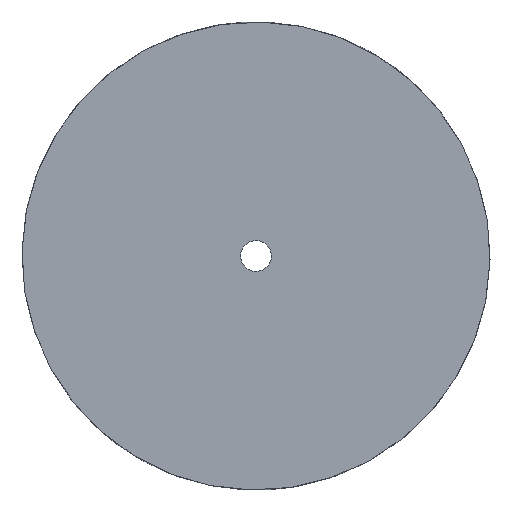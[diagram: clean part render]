
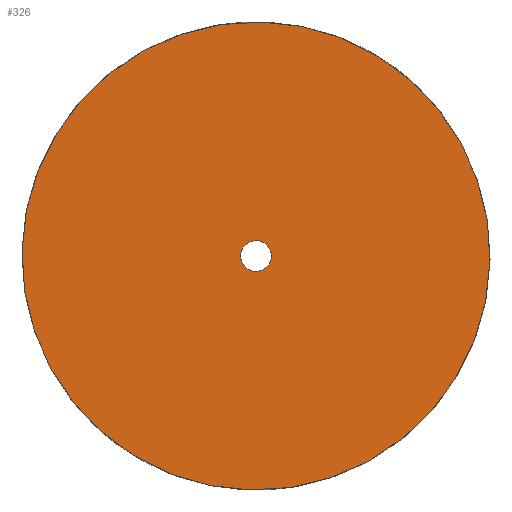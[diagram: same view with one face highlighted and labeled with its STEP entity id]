
A CAD part, front view. The second image highlights one B-rep face of the part: STEP entity #326.
In plain terms, the highlighted planar face has unit normal (0, -1, 0).
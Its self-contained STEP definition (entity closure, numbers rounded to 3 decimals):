
#265=CARTESIAN_POINT('Vertex',(1.843,0.,1.007)) ;
#268=CARTESIAN_POINT('Axis2P3D Location',(0.,0.,0.)) ;
#272=CARTESIAN_POINT('Vertex',(-1.843,0.,-1.007)) ;
#287=CARTESIAN_POINT('Axis2P3D Location',(0.,0.,0.)) ;
#299=CARTESIAN_POINT('Axis2P3D Location',(2.1,0.,0.)) ;
#304=CARTESIAN_POINT('Axis2P3D Location',(0.,0.,0.)) ;
#308=CARTESIAN_POINT('Vertex',(-28.083,0.,-15.342)) ;
#310=CARTESIAN_POINT('Vertex',(28.083,0.,15.342)) ;
#313=CARTESIAN_POINT('Axis2P3D Location',(0.,0.,0.)) ;
#269=DIRECTION('Axis2P3D Direction',(0.,-1.,0.)) ;
#288=DIRECTION('Axis2P3D Direction',(0.,-1.,0.)) ;
#300=DIRECTION('Axis2P3D Direction',(0.,-1.,0.)) ;
#301=DIRECTION('Axis2P3D XDirection',(1.,0.,0.)) ;
#305=DIRECTION('Axis2P3D Direction',(0.,-1.,0.)) ;
#314=DIRECTION('Axis2P3D Direction',(0.,-1.,0.)) ;
#270=AXIS2_PLACEMENT_3D('Circle Axis2P3D',#268,#269,$) ;
#289=AXIS2_PLACEMENT_3D('Circle Axis2P3D',#287,#288,$) ;
#302=AXIS2_PLACEMENT_3D('Plane Axis2P3D',#299,#300,#301) ;
#306=AXIS2_PLACEMENT_3D('Circle Axis2P3D',#304,#305,$) ;
#315=AXIS2_PLACEMENT_3D('Circle Axis2P3D',#313,#314,$) ;
#319=ORIENTED_EDGE('',*,*,#312,.T.) ;
#320=ORIENTED_EDGE('',*,*,#317,.T.) ;
#323=ORIENTED_EDGE('',*,*,#274,.F.) ;
#324=ORIENTED_EDGE('',*,*,#291,.F.) ;
#325=FACE_BOUND('',#322,.T.) ;
#326=ADVANCED_FACE('Corps principal',(#321,#325),#303,.T.) ;
#271=CIRCLE('generated circle',#270,2.1) ;
#290=CIRCLE('generated circle',#289,2.1) ;
#307=CIRCLE('generated circle',#306,32.) ;
#316=CIRCLE('generated circle',#315,32.) ;
#274=EDGE_CURVE('',#266,#273,#271,.T.) ;
#291=EDGE_CURVE('',#273,#266,#290,.T.) ;
#312=EDGE_CURVE('',#309,#311,#307,.T.) ;
#317=EDGE_CURVE('',#311,#309,#316,.T.) ;
#318=EDGE_LOOP('',(#319,#320)) ;
#322=EDGE_LOOP('',(#323,#324)) ;
#321=FACE_OUTER_BOUND('',#318,.T.) ;
#303=PLANE('Plane',#302) ;
#266=VERTEX_POINT('',#265) ;
#273=VERTEX_POINT('',#272) ;
#309=VERTEX_POINT('',#308) ;
#311=VERTEX_POINT('',#310) ;
